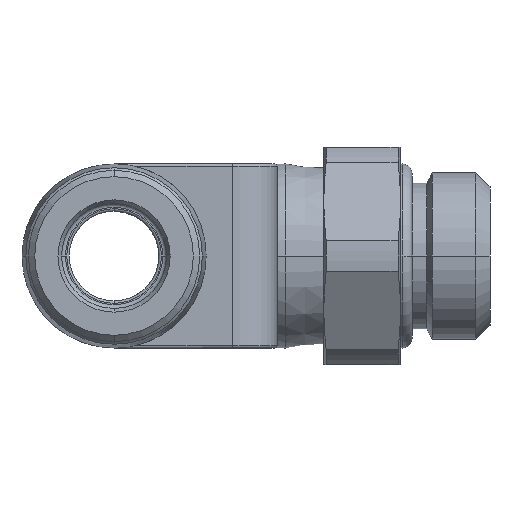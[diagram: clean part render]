
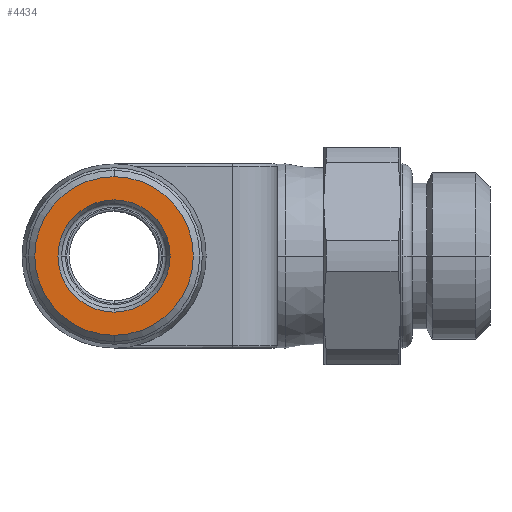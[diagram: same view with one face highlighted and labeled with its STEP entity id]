
A CAD part, left-side view. The second image highlights one B-rep face of the part: STEP entity #4434.
In plain terms, the highlighted planar face has unit normal (-1, 0, 0).
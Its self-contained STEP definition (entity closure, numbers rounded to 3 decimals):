
#91=CARTESIAN_POINT('',(-22.1,0.,0.));
#92=DIRECTION('',(1.,0.,0.));
#93=DIRECTION('',(0.,0.,-1.));
#94=AXIS2_PLACEMENT_3D('',#91,#92,#93);
#96=CARTESIAN_POINT('',(-22.1,0.,0.));
#97=DIRECTION('',(-1.,0.,0.));
#98=DIRECTION('',(0.,0.,-1.));
#99=AXIS2_PLACEMENT_3D('',#96,#97,#98);
#101=CARTESIAN_POINT('',(-22.1,0.,0.));
#102=DIRECTION('',(-1.,0.,0.));
#103=DIRECTION('',(0.,0.,-1.));
#104=AXIS2_PLACEMENT_3D('',#101,#102,#103);
#114=CARTESIAN_POINT('',(-22.1,0.,0.));
#115=DIRECTION('',(1.,0.,0.));
#116=DIRECTION('',(0.,0.,-1.));
#117=AXIS2_PLACEMENT_3D('',#114,#115,#116);
#4003=CARTESIAN_POINT('',(-22.1,0.,-4.389));
#4005=VERTEX_POINT('',#4003);
#4006=CARTESIAN_POINT('',(-22.1,0.,-6.2));
#4008=VERTEX_POINT('',#4006);
#4013=CARTESIAN_POINT('',(-22.1,0.,4.389));
#4015=VERTEX_POINT('',#4013);
#4016=CARTESIAN_POINT('',(-22.1,0.,6.2));
#4018=VERTEX_POINT('',#4016);
#4419=CARTESIAN_POINT('',(-22.1,0.,0.));
#4420=DIRECTION('',(-1.,0.,0.));
#4421=DIRECTION('',(0.,0.,1.));
#4422=AXIS2_PLACEMENT_3D('',#4419,#4420,#4421);
#4423=PLANE('',#4422);
#4425=ORIENTED_EDGE('',*,*,#4424,.F.);
#4427=ORIENTED_EDGE('',*,*,#4426,.T.);
#4428=EDGE_LOOP('',(#4425,#4427));
#4429=FACE_OUTER_BOUND('',#4428,.F.);
#4430=ORIENTED_EDGE('',*,*,#4412,.F.);
#4431=ORIENTED_EDGE('',*,*,#4401,.T.);
#4432=EDGE_LOOP('',(#4430,#4431));
#4433=FACE_BOUND('',#4432,.F.);
#4434=ADVANCED_FACE('',(#4429,#4433),#4423,.T.);
#95=CIRCLE('',#94,4.389);
#100=CIRCLE('',#99,4.389);
#105=CIRCLE('',#104,6.2);
#118=CIRCLE('',#117,6.2);
#4401=EDGE_CURVE('',#4005,#4015,#100,.T.);
#4412=EDGE_CURVE('',#4005,#4015,#95,.T.);
#4424=EDGE_CURVE('',#4008,#4018,#105,.T.);
#4426=EDGE_CURVE('',#4008,#4018,#118,.T.);
